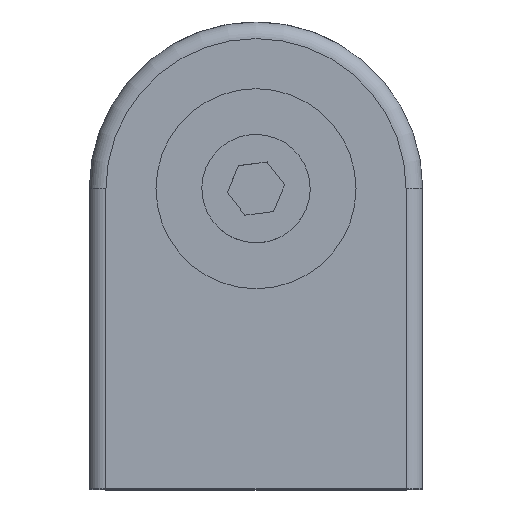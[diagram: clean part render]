
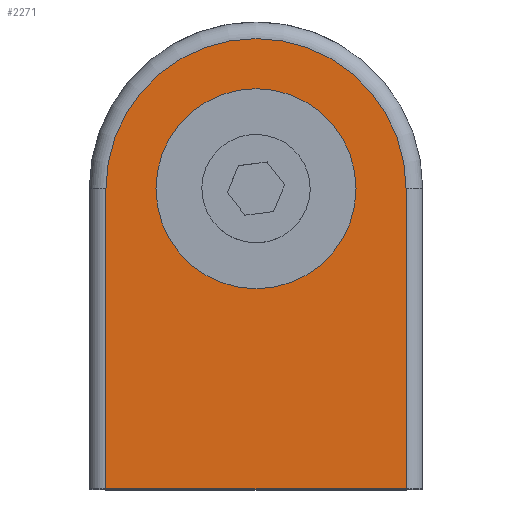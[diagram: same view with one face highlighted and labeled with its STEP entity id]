
A CAD part, top view. The second image highlights one B-rep face of the part: STEP entity #2271.
In plain terms, the highlighted planar face has unit normal (0, 0, 1).
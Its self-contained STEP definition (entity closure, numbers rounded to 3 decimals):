
#31 = ORIENTED_EDGE ( 'NONE', *, *, #1909, .T. ) ;
#57 = DIRECTION ( 'NONE',  ( 0., 1., 0. ) ) ;
#64 = VECTOR ( 'NONE', #2558, 1000. ) ;
#69 = CIRCLE ( 'NONE', #1805, 18. ) ;
#110 = EDGE_CURVE ( 'NONE', #1076, #728, #2915, .T. ) ;
#185 = DIRECTION ( 'NONE',  ( 0., 0., 1. ) ) ;
#237 = DIRECTION ( 'NONE',  ( 1., 0., 0. ) ) ;
#240 = CARTESIAN_POINT ( 'NONE',  ( 0., 36., 20. ) ) ;
#304 = EDGE_CURVE ( 'NONE', #1876, #2341, #2633, .T. ) ;
#399 = AXIS2_PLACEMENT_3D ( 'NONE', #2249, #185, #1239 ) ;
#417 = LINE ( 'NONE', #3036, #475 ) ;
#475 = VECTOR ( 'NONE', #237, 1000. ) ;
#555 = AXIS2_PLACEMENT_3D ( 'NONE', #240, #956, #2303 ) ;
#604 = CARTESIAN_POINT ( 'NONE',  ( -18., 0., 20. ) ) ;
#728 = VERTEX_POINT ( 'NONE', #1765 ) ;
#744 = ORIENTED_EDGE ( 'NONE', *, *, #1915, .F. ) ;
#756 = LINE ( 'NONE', #1777, #64 ) ;
#827 = CARTESIAN_POINT ( 'NONE',  ( 0., 36., 20. ) ) ;
#840 = DIRECTION ( 'NONE',  ( 0., 0., 1. ) ) ;
#864 = DIRECTION ( 'NONE',  ( 1., 0., 0. ) ) ;
#880 = ORIENTED_EDGE ( 'NONE', *, *, #1041, .T. ) ;
#933 = FACE_OUTER_BOUND ( 'NONE', #3026, .T. ) ;
#956 = DIRECTION ( 'NONE',  ( 0., 0., 1. ) ) ;
#964 = EDGE_LOOP ( 'NONE', ( #1911, #744 ) ) ;
#1041 = EDGE_CURVE ( 'NONE', #1798, #1076, #417, .T. ) ;
#1076 = VERTEX_POINT ( 'NONE', #2248 ) ;
#1239 = DIRECTION ( 'NONE',  ( 1., 0., 0. ) ) ;
#1304 = VERTEX_POINT ( 'NONE', #3351 ) ;
#1571 = CARTESIAN_POINT ( 'NONE',  ( 12., 36., 20. ) ) ;
#1633 = CIRCLE ( 'NONE', #555, 12. ) ;
#1765 = CARTESIAN_POINT ( 'NONE',  ( 18., 36., 20. ) ) ;
#1777 = CARTESIAN_POINT ( 'NONE',  ( -18., 0., 20. ) ) ;
#1798 = VERTEX_POINT ( 'NONE', #604 ) ;
#1805 = AXIS2_PLACEMENT_3D ( 'NONE', #827, #840, #1847 ) ;
#1847 = DIRECTION ( 'NONE',  ( 1., 0., 0. ) ) ;
#1876 = VERTEX_POINT ( 'NONE', #2831 ) ;
#1909 = EDGE_CURVE ( 'NONE', #1304, #1798, #756, .T. ) ;
#1911 = ORIENTED_EDGE ( 'NONE', *, *, #304, .F. ) ;
#1915 = EDGE_CURVE ( 'NONE', #2341, #1876, #1633, .T. ) ;
#1930 = AXIS2_PLACEMENT_3D ( 'NONE', #2689, #3186, #864 ) ;
#1958 = FACE_BOUND ( 'NONE', #964, .T. ) ;
#2248 = CARTESIAN_POINT ( 'NONE',  ( 18., 0., 20. ) ) ;
#2249 = CARTESIAN_POINT ( 'NONE',  ( 0., 36., 20. ) ) ;
#2271 = ADVANCED_FACE ( 'NONE', ( #933, #1958 ), #3000, .T. ) ;
#2303 = DIRECTION ( 'NONE',  ( 1., 0., 0. ) ) ;
#2341 = VERTEX_POINT ( 'NONE', #1571 ) ;
#2365 = EDGE_CURVE ( 'NONE', #728, #1304, #69, .T. ) ;
#2367 = CARTESIAN_POINT ( 'NONE',  ( 18., 36., 20. ) ) ;
#2558 = DIRECTION ( 'NONE',  ( 0., -1., 0. ) ) ;
#2633 = CIRCLE ( 'NONE', #1930, 12. ) ;
#2652 = ORIENTED_EDGE ( 'NONE', *, *, #110, .T. ) ;
#2689 = CARTESIAN_POINT ( 'NONE',  ( 0., 36., 20. ) ) ;
#2831 = CARTESIAN_POINT ( 'NONE',  ( -12., 36., 20. ) ) ;
#2915 = LINE ( 'NONE', #2367, #3242 ) ;
#3000 = PLANE ( 'NONE',  #399 ) ;
#3026 = EDGE_LOOP ( 'NONE', ( #3268, #31, #880, #2652 ) ) ;
#3036 = CARTESIAN_POINT ( 'NONE',  ( -20., 0., 20. ) ) ;
#3186 = DIRECTION ( 'NONE',  ( 0., 0., 1. ) ) ;
#3242 = VECTOR ( 'NONE', #57, 1000. ) ;
#3268 = ORIENTED_EDGE ( 'NONE', *, *, #2365, .T. ) ;
#3351 = CARTESIAN_POINT ( 'NONE',  ( -18., 36., 20. ) ) ;
